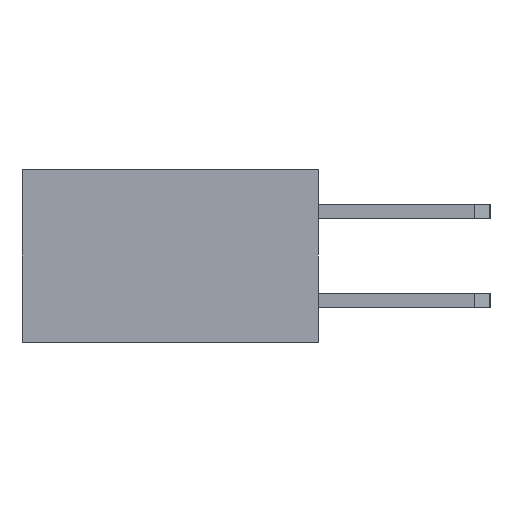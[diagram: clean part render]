
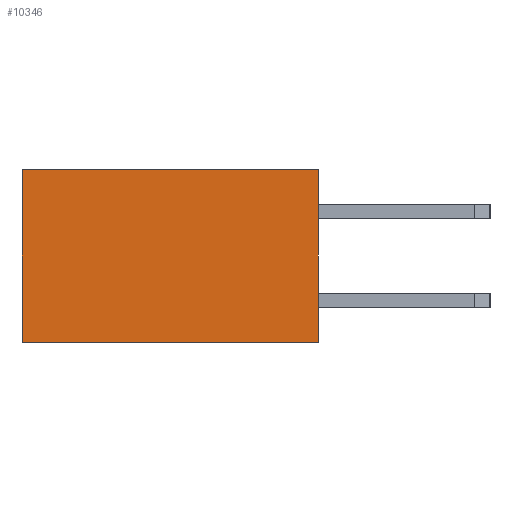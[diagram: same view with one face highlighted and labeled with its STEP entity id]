
A CAD part, left-side view. The second image highlights one B-rep face of the part: STEP entity #10346.
In plain terms, the highlighted planar face has unit normal (-1, 0, 0).
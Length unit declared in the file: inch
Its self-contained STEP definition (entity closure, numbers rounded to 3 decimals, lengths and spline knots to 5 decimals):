
#923=ORIENTED_EDGE('',*,*,#3608,.T.);
#924=ORIENTED_EDGE('',*,*,#3047,.F.);
#925=ORIENTED_EDGE('',*,*,#3649,.F.);
#926=ORIENTED_EDGE('',*,*,#3039,.T.);
#3039=EDGE_CURVE('',#4504,#4503,#5479,.T.);
#3047=EDGE_CURVE('',#4511,#4512,#5487,.T.);
#3608=EDGE_CURVE('',#4503,#4512,#6048,.T.);
#3649=EDGE_CURVE('',#4504,#4511,#6089,.T.);
#4503=VERTEX_POINT('',#13951);
#4504=VERTEX_POINT('',#13953);
#4511=VERTEX_POINT('',#13968);
#4512=VERTEX_POINT('',#13970);
#5479=LINE('',#13952,#6943);
#5487=LINE('',#13969,#6951);
#6048=LINE('',#15090,#7512);
#6089=LINE('',#15152,#7553);
#6943=VECTOR('',#11339,39.37008);
#6951=VECTOR('',#11349,39.37008);
#7512=VECTOR('',#12232,39.37008);
#7553=VECTOR('',#12315,39.37008);
#8510=EDGE_LOOP('',(#923,#924,#925,#926));
#9162=FACE_BOUND('',#8510,.T.);
#9814=PLANE('',#10904);
#10346=ADVANCED_FACE('',(#9162),#9814,.F.);
#10904=AXIS2_PLACEMENT_3D('',#15151,#12313,#12314);
#11339=DIRECTION('',(0.,-1.,0.));
#11349=DIRECTION('',(0.,-1.,0.));
#12232=DIRECTION('',(0.,0.,1.));
#12313=DIRECTION('',(1.,0.,0.));
#12314=DIRECTION('',(0.,0.,-1.));
#12315=DIRECTION('',(0.,0.,1.));
#13951=CARTESIAN_POINT('',(-1.01,0.,-0.0975));
#13952=CARTESIAN_POINT('',(-1.01,0.335,-0.0975));
#13953=CARTESIAN_POINT('',(-1.01,0.335,-0.0975));
#13968=CARTESIAN_POINT('',(-1.01,0.335,0.0975));
#13969=CARTESIAN_POINT('',(-1.01,0.335,0.0975));
#13970=CARTESIAN_POINT('',(-1.01,0.,0.0975));
#15090=CARTESIAN_POINT('',(-1.01,0.,-0.0975));
#15151=CARTESIAN_POINT('',(-1.01,0.335,-0.0975));
#15152=CARTESIAN_POINT('',(-1.01,0.335,-0.0975));
